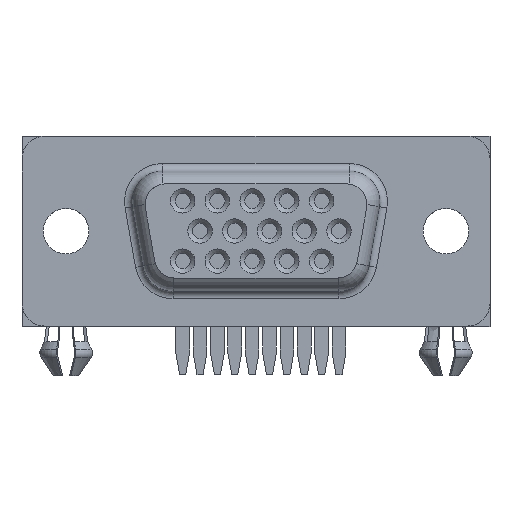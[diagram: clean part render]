
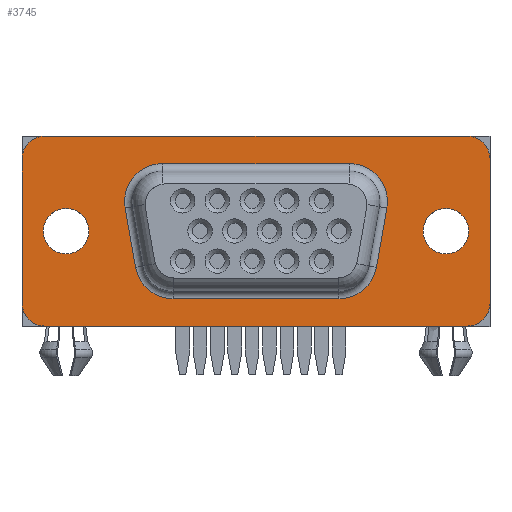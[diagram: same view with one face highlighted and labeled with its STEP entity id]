
A CAD part, top view. The second image highlights one B-rep face of the part: STEP entity #3745.
In plain terms, the highlighted planar face has unit normal (0, 0, 1).
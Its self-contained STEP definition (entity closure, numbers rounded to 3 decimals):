
#3070=VERTEX_POINT('NONE',#3071);
#3071=CARTESIAN_POINT('',(6.35,4.45,0.4));
#3089=VERTEX_POINT('NONE',#3090);
#3090=CARTESIAN_POINT('',(18.65,4.45,0.4));
#3097=EDGE_CURVE('NONE',#3089,#3070,#3098,.F.);
#3098=LINE('',#3099,#3100);
#3099=CARTESIAN_POINT('',(26.4,4.45,0.4));
#3100=VECTOR('',#3101,1.0);
#3101=DIRECTION('',(1.0,0.0,0.0));
#3114=VERTEX_POINT('NONE',#3115);
#3115=CARTESIAN_POINT('',(20.424,-2.384,0.4));
#3122=EDGE_CURVE('NONE',#3114,#3123,#3125,.F.);
#3123=VERTEX_POINT('NONE',#3124);
#3124=CARTESIAN_POINT('',(21.112,1.516,0.4));
#3125=LINE('',#3126,#3127);
#3126=CARTESIAN_POINT('',(21.825,5.557,0.4));
#3127=VECTOR('',#3128,1.0);
#3128=DIRECTION('',(-0.174,-0.985,0.0));
#3154=VERTEX_POINT('NONE',#3155);
#3155=CARTESIAN_POINT('',(3.888,1.516,0.4));
#3172=EDGE_CURVE('NONE',#3070,#3154,#3173,.F.);
#3173=CIRCLE('',#3174,2.5);
#3174=AXIS2_PLACEMENT_3D('',#3175,#3176,#3177);
#3175=CARTESIAN_POINT('',(6.35,1.95,0.4));
#3176=DIRECTION('',(0.0,0.0,-1.0));
#3177=DIRECTION('',(1.0,0.,0.0));
#3190=VERTEX_POINT('NONE',#3191);
#3191=CARTESIAN_POINT('',(17.962,-4.45,0.4));
#3198=EDGE_CURVE('NONE',#3190,#3114,#3199,.F.);
#3199=CIRCLE('',#3200,2.5);
#3200=AXIS2_PLACEMENT_3D('',#3201,#3202,#3203);
#3201=CARTESIAN_POINT('',(17.962,-1.95,0.4));
#3202=DIRECTION('',(0.0,0.0,-1.0));
#3203=DIRECTION('',(1.0,0.0,0.0));
#3222=VERTEX_POINT('NONE',#3223);
#3223=CARTESIAN_POINT('',(4.576,-2.384,0.4));
#3239=EDGE_CURVE('NONE',#3154,#3222,#3240,.F.);
#3240=LINE('',#3241,#3242);
#3241=CARTESIAN_POINT('',(4.014,0.803,0.4));
#3242=VECTOR('',#3243,1.0);
#3243=DIRECTION('',(-0.174,0.985,0.0));
#3256=VERTEX_POINT('NONE',#3257);
#3257=CARTESIAN_POINT('',(7.038,-4.45,0.4));
#3264=EDGE_CURVE('NONE',#3256,#3190,#3265,.F.);
#3265=LINE('',#3266,#3267);
#3266=CARTESIAN_POINT('',(26.4,-4.45,0.4));
#3267=VECTOR('',#3268,1.0);
#3268=DIRECTION('',(-1.0,0.0,0.0));
#3286=EDGE_CURVE('NONE',#3222,#3256,#3287,.F.);
#3287=CIRCLE('',#3288,2.5);
#3288=AXIS2_PLACEMENT_3D('',#3289,#3290,#3291);
#3289=CARTESIAN_POINT('',(7.038,-1.95,0.4));
#3290=DIRECTION('',(0.0,0.0,-1.0));
#3291=DIRECTION('',(1.0,0.0,0.0));
#3504=VERTEX_POINT('NONE',#3505);
#3505=CARTESIAN_POINT('',(27.9,4.75,0.4));
#3511=EDGE_CURVE('NONE',#3504,#3512,#3514,.F.);
#3512=VERTEX_POINT('NONE',#3513);
#3513=CARTESIAN_POINT('',(27.9,-4.75,0.4));
#3514=LINE('',#3515,#3516);
#3515=CARTESIAN_POINT('',(27.9,-4.75,0.4));
#3516=VECTOR('',#3517,1.0);
#3517=DIRECTION('',(0.0,1.0,0.0));
#3543=EDGE_CURVE('NONE',#3512,#3544,#3546,.F.);
#3544=VERTEX_POINT('NONE',#3545);
#3545=CARTESIAN_POINT('',(26.4,-6.25,0.4));
#3546=CIRCLE('',#3547,1.5);
#3547=AXIS2_PLACEMENT_3D('',#3548,#3549,#3550);
#3548=CARTESIAN_POINT('',(26.4,-4.75,0.4));
#3549=DIRECTION('',(0.0,0.0,1.0));
#3550=DIRECTION('',(1.0,0.0,0.0));
#3575=EDGE_CURVE('NONE',#3544,#3576,#3578,.F.);
#3576=VERTEX_POINT('NONE',#3577);
#3577=CARTESIAN_POINT('',(-1.4,-6.25,0.4));
#3578=LINE('',#3579,#3580);
#3579=CARTESIAN_POINT('',(26.4,-6.25,0.4));
#3580=VECTOR('',#3581,1.0);
#3581=DIRECTION('',(1.0,0.,0.0));
#3607=EDGE_CURVE('NONE',#3576,#3608,#3610,.F.);
#3608=VERTEX_POINT('NONE',#3609);
#3609=CARTESIAN_POINT('',(-2.9,-4.75,0.4));
#3610=CIRCLE('',#3611,1.5);
#3611=AXIS2_PLACEMENT_3D('',#3612,#3613,#3614);
#3612=CARTESIAN_POINT('',(-1.4,-4.75,0.4));
#3613=DIRECTION('',(0.0,0.0,1.0));
#3614=DIRECTION('',(-1.0,0.0,0.0));
#3639=EDGE_CURVE('NONE',#3608,#3640,#3642,.F.);
#3640=VERTEX_POINT('NONE',#3641);
#3641=CARTESIAN_POINT('',(-2.9,4.75,0.4));
#3642=LINE('',#3643,#3644);
#3643=CARTESIAN_POINT('',(-2.9,-4.75,0.4));
#3644=VECTOR('',#3645,1.0);
#3645=DIRECTION('',(0.0,-1.0,0.0));
#3671=EDGE_CURVE('NONE',#3640,#3672,#3674,.F.);
#3672=VERTEX_POINT('NONE',#3673);
#3673=CARTESIAN_POINT('',(-1.4,6.25,0.4));
#3674=CIRCLE('',#3675,1.5);
#3675=AXIS2_PLACEMENT_3D('',#3676,#3677,#3678);
#3676=CARTESIAN_POINT('',(-1.4,4.75,0.4));
#3677=DIRECTION('',(0.0,0.0,1.0));
#3678=DIRECTION('',(1.0,0.0,0.0));
#3703=EDGE_CURVE('NONE',#3672,#3704,#3706,.F.);
#3704=VERTEX_POINT('NONE',#3705);
#3705=CARTESIAN_POINT('',(26.4,6.25,0.4));
#3706=LINE('',#3707,#3708);
#3707=CARTESIAN_POINT('',(26.4,6.25,0.4));
#3708=VECTOR('',#3709,1.0);
#3709=DIRECTION('',(-1.0,0.,0.0));
#3733=EDGE_CURVE('NONE',#3704,#3504,#3734,.F.);
#3734=CIRCLE('',#3735,1.5);
#3735=AXIS2_PLACEMENT_3D('',#3736,#3737,#3738);
#3736=CARTESIAN_POINT('',(26.4,4.75,0.4));
#3737=DIRECTION('',(0.0,0.0,1.0));
#3738=DIRECTION('',(1.0,0.0,0.0));
#3745=ADVANCED_FACE('NONE',(#3746,#3757,#3768,#3778),#3794,.T.);
#3746=FACE_BOUND('NONE',#3747,.T.);
#3747=EDGE_LOOP('',(#3748));
#3748=ORIENTED_EDGE('',*,*,#3749,.T.);
#3749=EDGE_CURVE('NONE',#3750,#3750,#3752,.F.);
#3750=VERTEX_POINT('NONE',#3751);
#3751=CARTESIAN_POINT('',(1.5,0.0,0.4));
#3752=CIRCLE('',#3753,1.5);
#3753=AXIS2_PLACEMENT_3D('',#3754,#3755,#3756);
#3754=CARTESIAN_POINT('',(0.0,0.0,0.4));
#3755=DIRECTION('',(0.0,0.0,1.0));
#3756=DIRECTION('',(1.0,0.0,0.0));
#3757=FACE_BOUND('NONE',#3758,.T.);
#3758=EDGE_LOOP('',(#3759));
#3759=ORIENTED_EDGE('',*,*,#3760,.T.);
#3760=EDGE_CURVE('NONE',#3761,#3761,#3763,.F.);
#3761=VERTEX_POINT('NONE',#3762);
#3762=CARTESIAN_POINT('',(26.5,0.0,0.4));
#3763=CIRCLE('',#3764,1.5);
#3764=AXIS2_PLACEMENT_3D('',#3765,#3766,#3767);
#3765=CARTESIAN_POINT('',(25.0,0.0,0.4));
#3766=DIRECTION('',(0.0,0.0,1.0));
#3767=DIRECTION('',(1.0,0.0,0.0));
#3768=FACE_BOUND('NONE',#3769,.T.);
#3769=EDGE_LOOP('',(#3770,#3771,#3772,#3773,#3774,#3775,#3776,#3777));
#3770=ORIENTED_EDGE('',*,*,#3733,.F.);
#3771=ORIENTED_EDGE('',*,*,#3703,.F.);
#3772=ORIENTED_EDGE('',*,*,#3671,.F.);
#3773=ORIENTED_EDGE('',*,*,#3639,.F.);
#3774=ORIENTED_EDGE('',*,*,#3607,.F.);
#3775=ORIENTED_EDGE('',*,*,#3575,.F.);
#3776=ORIENTED_EDGE('',*,*,#3543,.F.);
#3777=ORIENTED_EDGE('',*,*,#3511,.F.);
#3778=FACE_BOUND('NONE',#3779,.T.);
#3779=EDGE_LOOP('',(#3780,#3781,#3788,#3789,#3790,#3791,#3792,#3793));
#3780=ORIENTED_EDGE('',*,*,#3097,.F.);
#3781=ORIENTED_EDGE('',*,*,#3782,.T.);
#3782=EDGE_CURVE('NONE',#3089,#3123,#3783,.T.);
#3783=CIRCLE('',#3784,2.5);
#3784=AXIS2_PLACEMENT_3D('',#3785,#3786,#3787);
#3785=CARTESIAN_POINT('',(18.65,1.95,0.4));
#3786=DIRECTION('',(0.0,0.0,-1.0));
#3787=DIRECTION('',(1.0,0.0,0.0));
#3788=ORIENTED_EDGE('',*,*,#3122,.F.);
#3789=ORIENTED_EDGE('',*,*,#3198,.F.);
#3790=ORIENTED_EDGE('',*,*,#3264,.F.);
#3791=ORIENTED_EDGE('',*,*,#3286,.F.);
#3792=ORIENTED_EDGE('',*,*,#3239,.F.);
#3793=ORIENTED_EDGE('',*,*,#3172,.F.);
#3794=PLANE('',#3795);
#3795=AXIS2_PLACEMENT_3D('',#3796,#3797,#3798);
#3796=CARTESIAN_POINT('',(26.4,4.75,0.4));
#3797=DIRECTION('',(0.0,0.0,1.0));
#3798=DIRECTION('',(1.0,0.0,0.0));
